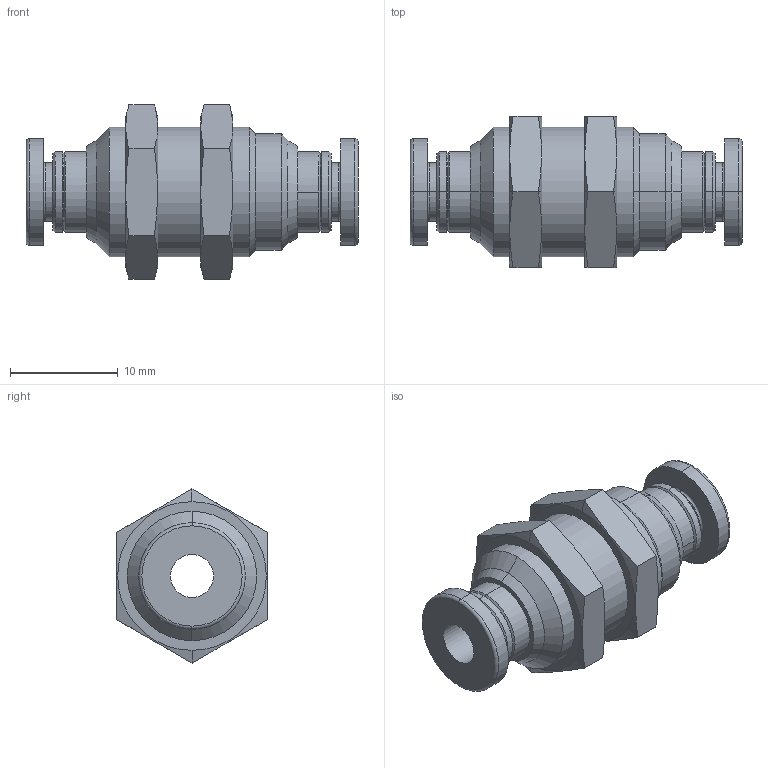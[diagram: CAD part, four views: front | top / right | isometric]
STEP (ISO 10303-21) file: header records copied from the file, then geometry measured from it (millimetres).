
FILE_DESCRIPTION(/* description */ (''),/* implementation_level */ '2;1');
FILE_NAME(/* name */ 'PM4.stp',/* time_stamp */ '2025-02-17T09:09:07-05:00',/* author */ ('esanner'),/* organization */ (''),/* preprocessor_version */ 'ST-DEVELOPER v19',/* originating_system */ 'AutoCAD Mechanical',/* authorisation */ '');
FILE_SCHEMA (('AUTOMOTIVE_DESIGN { 1 0 10303 214 3 1 1 }'));
Length unit declared in the file: millimetre
Products named in the file (1): Product
Bounding box: 30.8 x 14 x 16.17 mm (x, y, z)
Volume: 2527.8 mm3; surface area: 1975.7 mm2
Topology: 1 solids, 1 shells, 84 faces, 178 edges, 106 vertices
Faces by surface type: cone 30, plane 24, cylinder 22, torus 8
Full cylindrical faces by diameter (mm): 4 x1, 12 x3
Entity records: 2339 total; most frequent: CARTESIAN_POINT 437, DIRECTION 422, ORIENTED_EDGE 372, EDGE_CURVE 186, AXIS2_PLACEMENT_3D 175, VERTEX_POINT 118, EDGE_LOOP 100, CIRCLE 90
